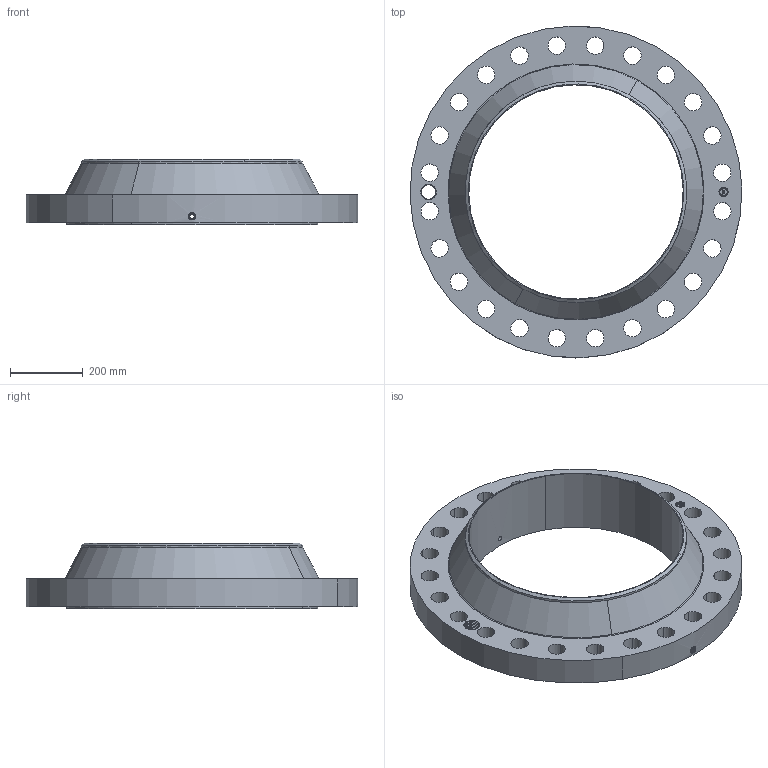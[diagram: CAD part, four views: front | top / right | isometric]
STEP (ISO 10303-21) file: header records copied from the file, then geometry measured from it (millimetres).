
FILE_DESCRIPTION(('3D STEP'),'2;1');
FILE_NAME('24-400-RF-WELD-NECK-STD-ORIF-FLANGE.stp','2013-10-21T06:08:36+00:00',('Texas Flange'),(''),'CATIA Version 5 Release 20 SP 6 (IN-10)','CATIA V5 STEP AP214','800-826-3801');
FILE_SCHEMA(('AUTOMOTIVE_DESIGN { 1 0 10303 214 1 1 1 1 }'));
Length unit declared in the file: inch
Products named in the file (1): 24-400-RF-WELD-NECK-STD-ORIF-FLANGE
Bounding box: 914.15 x 914.4 x 181.1 mm (x, y, z)
Volume: 32096255.5 mm3; surface area: 1671354.9 mm2
Topology: 1 solids, 1 shells, 801 faces, 2183 edges, 1403 vertices
Faces by surface type: plane 369, bspline 252, cylinder 126, cone 48, revolution 4, torus 2
Entity records: 33706 total; most frequent: CARTESIAN_POINT 13706, ORIENTED_EDGE 4366, DIRECTION 2194, EDGE_CURVE 2183, VERTEX_POINT 1403, VECTOR 1213, LINE 1213, EDGE_LOOP 876
